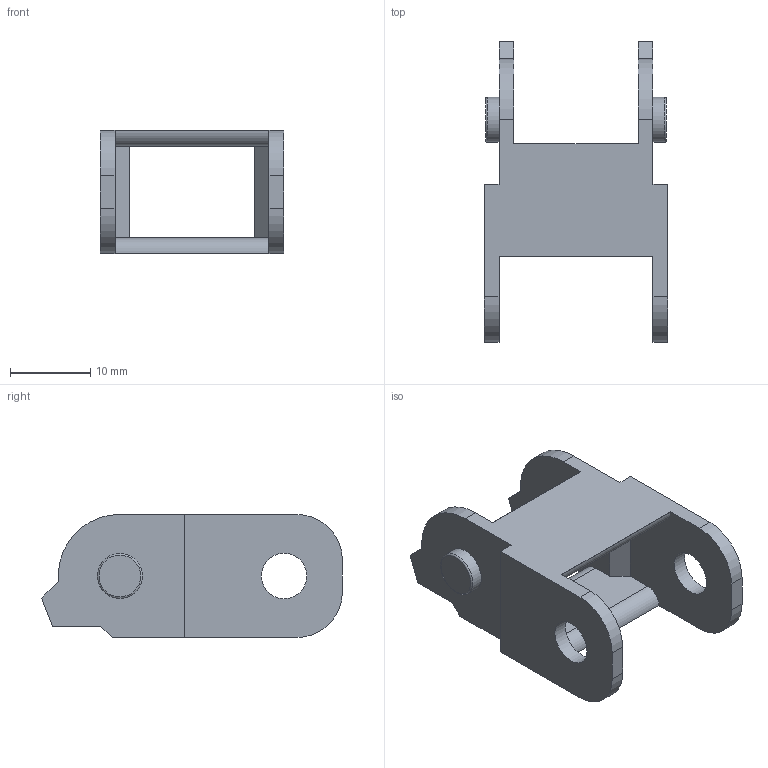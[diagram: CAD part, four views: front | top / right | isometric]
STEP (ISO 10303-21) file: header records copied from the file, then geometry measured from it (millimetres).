
FILE_DESCRIPTION(/* description */ (''),/* implementation_level */ '2;1');
FILE_NAME(/* name */ 'Drag Chain Link 10x15.stp',/* time_stamp */ '2016-10-12T21:28:16-04:00',/* author */ (''),/* organization */ (''),/* preprocessor_version */ 'ST-DEVELOPER v16.5',/* originating_system */ 'Autodesk Translation Framework v5.2.0.2031',/* authorisation */ '');
FILE_SCHEMA (('AUTOMOTIVE_DESIGN { 1 0 10303 214 3 1 1 }'));
Length unit declared in the file: centimetre
Products named in the file (1): Drag Chain v4
Bounding box: 22.84 x 37.4 x 15.31 mm (x, y, z)
Volume: 2735.4 mm3; surface area: 3369.4 mm2
Topology: 1 solids, 1 shells, 46 faces, 130 edges, 86 vertices
Faces by surface type: plane 30, cylinder 14, torus 2
Full cylindrical faces by diameter (mm): 5.59 x2, 5.66 x2
Entity records: 1494 total; most frequent: CARTESIAN_POINT 257, ORIENTED_EDGE 248, DIRECTION 248, EDGE_CURVE 124, LINE 94, VECTOR 94, VERTEX_POINT 86, AXIS2_PLACEMENT_3D 77
